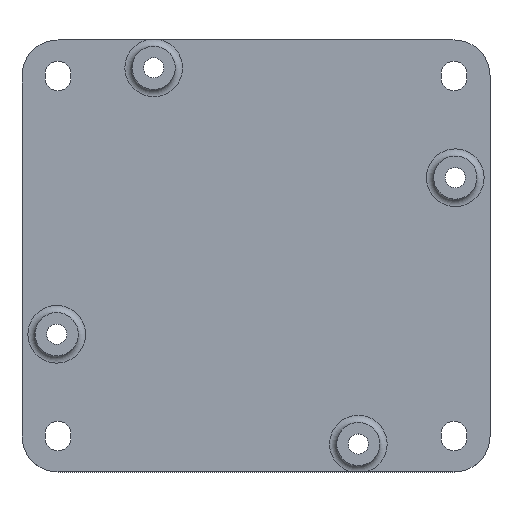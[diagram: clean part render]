
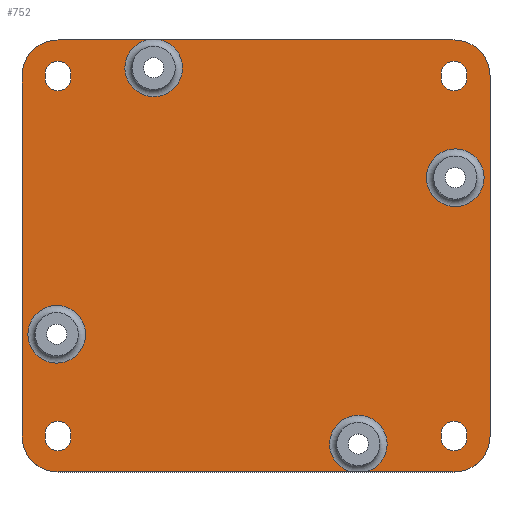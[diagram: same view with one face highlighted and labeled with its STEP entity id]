
A CAD part, top view. The second image highlights one B-rep face of the part: STEP entity #752.
In plain terms, the highlighted planar face has unit normal (0, 0, 1).
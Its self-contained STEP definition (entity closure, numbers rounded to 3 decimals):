
#41=FACE_BOUND('',#237,.T.);
#42=FACE_BOUND('',#238,.T.);
#43=FACE_BOUND('',#239,.T.);
#44=FACE_BOUND('',#240,.T.);
#45=FACE_BOUND('',#241,.T.);
#46=FACE_BOUND('',#242,.T.);
#59=LINE('',#1162,#117);
#60=LINE('',#1166,#118);
#61=LINE('',#1170,#119);
#62=LINE('',#1176,#120);
#63=LINE('',#1180,#121);
#64=LINE('',#1184,#122);
#65=LINE('',#1192,#123);
#66=LINE('',#1195,#124);
#67=LINE('',#1200,#125);
#68=LINE('',#1203,#126);
#69=LINE('',#1208,#127);
#70=LINE('',#1211,#128);
#71=LINE('',#1216,#129);
#72=LINE('',#1219,#130);
#117=VECTOR('',#917,10.);
#118=VECTOR('',#920,10.);
#119=VECTOR('',#923,10.);
#120=VECTOR('',#928,10.);
#121=VECTOR('',#931,10.);
#122=VECTOR('',#934,10.);
#123=VECTOR('',#941,10.);
#124=VECTOR('',#944,10.);
#125=VECTOR('',#947,10.);
#126=VECTOR('',#950,10.);
#127=VECTOR('',#953,10.);
#128=VECTOR('',#956,10.);
#129=VECTOR('',#959,10.);
#130=VECTOR('',#962,10.);
#175=PLANE('',#812);
#194=FACE_OUTER_BOUND('',#236,.T.);
#236=EDGE_LOOP('',(#531,#532,#533,#534,#535,#536,#537,#538,#539,#540,#541,
#542,#543,#544));
#237=EDGE_LOOP('',(#545));
#238=EDGE_LOOP('',(#546,#547,#548,#549));
#239=EDGE_LOOP('',(#550,#551,#552,#553));
#240=EDGE_LOOP('',(#554,#555,#556,#557));
#241=EDGE_LOOP('',(#558,#559,#560,#561));
#242=EDGE_LOOP('',(#562));
#297=CIRCLE('',#811,4.);
#298=CIRCLE('',#813,4.);
#299=CIRCLE('',#814,5.);
#300=CIRCLE('',#815,5.);
#301=CIRCLE('',#816,4.);
#302=CIRCLE('',#817,4.);
#303=CIRCLE('',#818,5.);
#304=CIRCLE('',#819,5.);
#305=CIRCLE('',#820,4.);
#306=CIRCLE('',#821,4.);
#307=CIRCLE('',#822,1.8);
#308=CIRCLE('',#823,1.8);
#309=CIRCLE('',#824,1.8);
#310=CIRCLE('',#825,1.8);
#311=CIRCLE('',#826,1.8);
#312=CIRCLE('',#827,1.8);
#313=CIRCLE('',#828,1.8);
#314=CIRCLE('',#829,1.8);
#346=VERTEX_POINT('',#1154);
#347=VERTEX_POINT('',#1158);
#348=VERTEX_POINT('',#1159);
#349=VERTEX_POINT('',#1161);
#350=VERTEX_POINT('',#1163);
#351=VERTEX_POINT('',#1165);
#352=VERTEX_POINT('',#1167);
#353=VERTEX_POINT('',#1169);
#354=VERTEX_POINT('',#1171);
#355=VERTEX_POINT('',#1173);
#356=VERTEX_POINT('',#1175);
#357=VERTEX_POINT('',#1177);
#358=VERTEX_POINT('',#1179);
#359=VERTEX_POINT('',#1181);
#360=VERTEX_POINT('',#1183);
#361=VERTEX_POINT('',#1186);
#362=VERTEX_POINT('',#1188);
#363=VERTEX_POINT('',#1189);
#364=VERTEX_POINT('',#1191);
#365=VERTEX_POINT('',#1193);
#366=VERTEX_POINT('',#1196);
#367=VERTEX_POINT('',#1197);
#368=VERTEX_POINT('',#1199);
#369=VERTEX_POINT('',#1201);
#370=VERTEX_POINT('',#1204);
#371=VERTEX_POINT('',#1205);
#372=VERTEX_POINT('',#1207);
#373=VERTEX_POINT('',#1209);
#374=VERTEX_POINT('',#1212);
#375=VERTEX_POINT('',#1213);
#376=VERTEX_POINT('',#1215);
#377=VERTEX_POINT('',#1217);
#419=EDGE_CURVE('',#346,#346,#297,.T.);
#420=EDGE_CURVE('',#347,#348,#298,.T.);
#421=EDGE_CURVE('',#347,#349,#59,.T.);
#422=EDGE_CURVE('',#349,#350,#299,.T.);
#423=EDGE_CURVE('',#350,#351,#60,.T.);
#424=EDGE_CURVE('',#351,#352,#300,.T.);
#425=EDGE_CURVE('',#352,#353,#61,.T.);
#426=EDGE_CURVE('',#354,#353,#301,.T.);
#427=EDGE_CURVE('',#355,#354,#302,.T.);
#428=EDGE_CURVE('',#355,#356,#62,.T.);
#429=EDGE_CURVE('',#356,#357,#303,.T.);
#430=EDGE_CURVE('',#357,#358,#63,.T.);
#431=EDGE_CURVE('',#358,#359,#304,.T.);
#432=EDGE_CURVE('',#359,#360,#64,.T.);
#433=EDGE_CURVE('',#348,#360,#305,.T.);
#434=EDGE_CURVE('',#361,#361,#306,.T.);
#435=EDGE_CURVE('',#362,#363,#307,.T.);
#436=EDGE_CURVE('',#363,#364,#65,.T.);
#437=EDGE_CURVE('',#364,#365,#308,.T.);
#438=EDGE_CURVE('',#365,#362,#66,.T.);
#439=EDGE_CURVE('',#366,#367,#309,.T.);
#440=EDGE_CURVE('',#367,#368,#67,.T.);
#441=EDGE_CURVE('',#368,#369,#310,.T.);
#442=EDGE_CURVE('',#369,#366,#68,.T.);
#443=EDGE_CURVE('',#370,#371,#311,.T.);
#444=EDGE_CURVE('',#371,#372,#69,.T.);
#445=EDGE_CURVE('',#372,#373,#312,.T.);
#446=EDGE_CURVE('',#373,#370,#70,.T.);
#447=EDGE_CURVE('',#374,#375,#313,.T.);
#448=EDGE_CURVE('',#375,#376,#71,.T.);
#449=EDGE_CURVE('',#376,#377,#314,.T.);
#450=EDGE_CURVE('',#377,#374,#72,.T.);
#531=ORIENTED_EDGE('',*,*,#420,.F.);
#532=ORIENTED_EDGE('',*,*,#421,.T.);
#533=ORIENTED_EDGE('',*,*,#422,.T.);
#534=ORIENTED_EDGE('',*,*,#423,.T.);
#535=ORIENTED_EDGE('',*,*,#424,.T.);
#536=ORIENTED_EDGE('',*,*,#425,.T.);
#537=ORIENTED_EDGE('',*,*,#426,.F.);
#538=ORIENTED_EDGE('',*,*,#427,.F.);
#539=ORIENTED_EDGE('',*,*,#428,.T.);
#540=ORIENTED_EDGE('',*,*,#429,.T.);
#541=ORIENTED_EDGE('',*,*,#430,.T.);
#542=ORIENTED_EDGE('',*,*,#431,.T.);
#543=ORIENTED_EDGE('',*,*,#432,.T.);
#544=ORIENTED_EDGE('',*,*,#433,.F.);
#545=ORIENTED_EDGE('',*,*,#434,.F.);
#546=ORIENTED_EDGE('',*,*,#435,.T.);
#547=ORIENTED_EDGE('',*,*,#436,.T.);
#548=ORIENTED_EDGE('',*,*,#437,.T.);
#549=ORIENTED_EDGE('',*,*,#438,.T.);
#550=ORIENTED_EDGE('',*,*,#439,.T.);
#551=ORIENTED_EDGE('',*,*,#440,.T.);
#552=ORIENTED_EDGE('',*,*,#441,.T.);
#553=ORIENTED_EDGE('',*,*,#442,.T.);
#554=ORIENTED_EDGE('',*,*,#443,.T.);
#555=ORIENTED_EDGE('',*,*,#444,.T.);
#556=ORIENTED_EDGE('',*,*,#445,.T.);
#557=ORIENTED_EDGE('',*,*,#446,.T.);
#558=ORIENTED_EDGE('',*,*,#447,.T.);
#559=ORIENTED_EDGE('',*,*,#448,.T.);
#560=ORIENTED_EDGE('',*,*,#449,.T.);
#561=ORIENTED_EDGE('',*,*,#450,.T.);
#562=ORIENTED_EDGE('',*,*,#419,.F.);
#752=ADVANCED_FACE('',(#194,#41,#42,#43,#44,#45,#46),#175,.T.);
#811=AXIS2_PLACEMENT_3D('',#1156,#911,#912);
#812=AXIS2_PLACEMENT_3D('',#1157,#913,#914);
#813=AXIS2_PLACEMENT_3D('',#1160,#915,#916);
#814=AXIS2_PLACEMENT_3D('',#1164,#918,#919);
#815=AXIS2_PLACEMENT_3D('',#1168,#921,#922);
#816=AXIS2_PLACEMENT_3D('',#1172,#924,#925);
#817=AXIS2_PLACEMENT_3D('',#1174,#926,#927);
#818=AXIS2_PLACEMENT_3D('',#1178,#929,#930);
#819=AXIS2_PLACEMENT_3D('',#1182,#932,#933);
#820=AXIS2_PLACEMENT_3D('',#1185,#935,#936);
#821=AXIS2_PLACEMENT_3D('',#1187,#937,#938);
#822=AXIS2_PLACEMENT_3D('',#1190,#939,#940);
#823=AXIS2_PLACEMENT_3D('',#1194,#942,#943);
#824=AXIS2_PLACEMENT_3D('',#1198,#945,#946);
#825=AXIS2_PLACEMENT_3D('',#1202,#948,#949);
#826=AXIS2_PLACEMENT_3D('',#1206,#951,#952);
#827=AXIS2_PLACEMENT_3D('',#1210,#954,#955);
#828=AXIS2_PLACEMENT_3D('',#1214,#957,#958);
#829=AXIS2_PLACEMENT_3D('',#1218,#960,#961);
#911=DIRECTION('center_axis',(0.,0.,1.));
#912=DIRECTION('ref_axis',(-1.,0.,0.));
#913=DIRECTION('center_axis',(0.,0.,1.));
#914=DIRECTION('ref_axis',(1.,0.,0.));
#915=DIRECTION('center_axis',(0.,0.,1.));
#916=DIRECTION('ref_axis',(-1.,0.,0.));
#917=DIRECTION('',(-1.,0.,0.));
#918=DIRECTION('center_axis',(0.,0.,1.));
#919=DIRECTION('ref_axis',(0.,1.,0.));
#920=DIRECTION('',(0.,-1.,0.));
#921=DIRECTION('center_axis',(0.,0.,1.));
#922=DIRECTION('ref_axis',(-1.,0.,0.));
#923=DIRECTION('',(1.,0.,0.));
#924=DIRECTION('center_axis',(0.,0.,1.));
#925=DIRECTION('ref_axis',(-1.,0.,0.));
#926=DIRECTION('center_axis',(0.,0.,1.));
#927=DIRECTION('ref_axis',(-1.,0.,0.));
#928=DIRECTION('',(1.,0.,0.));
#929=DIRECTION('center_axis',(0.,0.,1.));
#930=DIRECTION('ref_axis',(0.,-1.,0.));
#931=DIRECTION('',(0.,1.,0.));
#932=DIRECTION('center_axis',(0.,0.,1.));
#933=DIRECTION('ref_axis',(1.,0.,0.));
#934=DIRECTION('',(-1.,0.,0.));
#935=DIRECTION('center_axis',(0.,0.,1.));
#936=DIRECTION('ref_axis',(-1.,0.,0.));
#937=DIRECTION('center_axis',(0.,0.,1.));
#938=DIRECTION('ref_axis',(-1.,0.,0.));
#939=DIRECTION('center_axis',(0.,0.,-1.));
#940=DIRECTION('ref_axis',(-1.,0.,0.));
#941=DIRECTION('',(0.,1.,0.));
#942=DIRECTION('center_axis',(0.,0.,-1.));
#943=DIRECTION('ref_axis',(1.,0.,0.));
#944=DIRECTION('',(0.,-1.,0.));
#945=DIRECTION('center_axis',(0.,0.,-1.));
#946=DIRECTION('ref_axis',(1.,0.,0.));
#947=DIRECTION('',(0.,-1.,0.));
#948=DIRECTION('center_axis',(0.,0.,-1.));
#949=DIRECTION('ref_axis',(-1.,0.,0.));
#950=DIRECTION('',(0.,1.,0.));
#951=DIRECTION('center_axis',(0.,0.,-1.));
#952=DIRECTION('ref_axis',(1.,0.,0.));
#953=DIRECTION('',(0.,-1.,0.));
#954=DIRECTION('center_axis',(0.,0.,-1.));
#955=DIRECTION('ref_axis',(-1.,0.,0.));
#956=DIRECTION('',(0.,1.,0.));
#957=DIRECTION('center_axis',(0.,0.,-1.));
#958=DIRECTION('ref_axis',(-1.,0.,0.));
#959=DIRECTION('',(0.,1.,0.));
#960=DIRECTION('center_axis',(0.,0.,-1.));
#961=DIRECTION('ref_axis',(1.,0.,0.));
#962=DIRECTION('',(0.,-1.,0.));
#1154=CARTESIAN_POINT('',(-61.18,34.121,3.));
#1156=CARTESIAN_POINT('Origin',(-65.18,34.121,3.));
#1157=CARTESIAN_POINT('Origin',(-37.5,45.,3.));
#1158=CARTESIAN_POINT('',(-52.708,75.,3.));
#1159=CARTESIAN_POINT('',(-47.711,71.126,3.));
#1160=CARTESIAN_POINT('Origin',(-51.711,71.126,3.));
#1161=CARTESIAN_POINT('',(-65.,75.,3.));
#1162=CARTESIAN_POINT('',(-65.,75.,3.));
#1163=CARTESIAN_POINT('',(-70.,70.,3.));
#1164=CARTESIAN_POINT('Origin',(-65.,70.,3.));
#1165=CARTESIAN_POINT('',(-70.,20.,3.));
#1166=CARTESIAN_POINT('',(-70.,20.,3.));
#1167=CARTESIAN_POINT('',(-65.,15.,3.));
#1168=CARTESIAN_POINT('Origin',(-65.,20.,3.));
#1169=CARTESIAN_POINT('',(-24.285,15.,3.));
#1170=CARTESIAN_POINT('',(-10.,15.,3.));
#1171=CARTESIAN_POINT('',(-19.289,18.874,3.));
#1172=CARTESIAN_POINT('Origin',(-23.289,18.874,3.));
#1173=CARTESIAN_POINT('',(-22.292,15.,3.));
#1174=CARTESIAN_POINT('Origin',(-23.289,18.874,3.));
#1175=CARTESIAN_POINT('',(-10.,15.,3.));
#1176=CARTESIAN_POINT('',(-10.,15.,3.));
#1177=CARTESIAN_POINT('',(-5.,20.,3.));
#1178=CARTESIAN_POINT('Origin',(-10.,20.,3.));
#1179=CARTESIAN_POINT('',(-5.,70.,3.));
#1180=CARTESIAN_POINT('',(-5.,70.,3.));
#1181=CARTESIAN_POINT('',(-10.,75.,3.));
#1182=CARTESIAN_POINT('Origin',(-10.,70.,3.));
#1183=CARTESIAN_POINT('',(-50.715,75.,3.));
#1184=CARTESIAN_POINT('',(-65.,75.,3.));
#1185=CARTESIAN_POINT('Origin',(-51.711,71.126,3.));
#1186=CARTESIAN_POINT('',(-5.82,55.879,3.));
#1187=CARTESIAN_POINT('Origin',(-9.82,55.879,3.));
#1188=CARTESIAN_POINT('',(-63.2,19.75,3.));
#1189=CARTESIAN_POINT('',(-66.8,19.75,3.));
#1190=CARTESIAN_POINT('Origin',(-65.,19.75,3.));
#1191=CARTESIAN_POINT('',(-66.8,20.25,3.));
#1192=CARTESIAN_POINT('',(-66.8,19.75,3.));
#1193=CARTESIAN_POINT('',(-63.2,20.25,3.));
#1194=CARTESIAN_POINT('Origin',(-65.,20.25,3.));
#1195=CARTESIAN_POINT('',(-63.2,20.25,3.));
#1196=CARTESIAN_POINT('',(-11.8,70.25,3.));
#1197=CARTESIAN_POINT('',(-8.2,70.25,3.));
#1198=CARTESIAN_POINT('Origin',(-10.,70.25,3.));
#1199=CARTESIAN_POINT('',(-8.2,69.75,3.));
#1200=CARTESIAN_POINT('',(-8.2,70.25,3.));
#1201=CARTESIAN_POINT('',(-11.8,69.75,3.));
#1202=CARTESIAN_POINT('Origin',(-10.,69.75,3.));
#1203=CARTESIAN_POINT('',(-11.8,69.75,3.));
#1204=CARTESIAN_POINT('',(-66.8,70.25,3.));
#1205=CARTESIAN_POINT('',(-63.2,70.25,3.));
#1206=CARTESIAN_POINT('Origin',(-65.,70.25,3.));
#1207=CARTESIAN_POINT('',(-63.2,69.75,3.));
#1208=CARTESIAN_POINT('',(-63.2,69.75,3.));
#1209=CARTESIAN_POINT('',(-66.8,69.75,3.));
#1210=CARTESIAN_POINT('Origin',(-65.,69.75,3.));
#1211=CARTESIAN_POINT('',(-66.8,70.25,3.));
#1212=CARTESIAN_POINT('',(-8.2,19.75,3.));
#1213=CARTESIAN_POINT('',(-11.8,19.75,3.));
#1214=CARTESIAN_POINT('Origin',(-10.,19.75,3.));
#1215=CARTESIAN_POINT('',(-11.8,20.25,3.));
#1216=CARTESIAN_POINT('',(-11.8,20.25,3.));
#1217=CARTESIAN_POINT('',(-8.2,20.25,3.));
#1218=CARTESIAN_POINT('Origin',(-10.,20.25,3.));
#1219=CARTESIAN_POINT('',(-8.2,19.75,3.));
